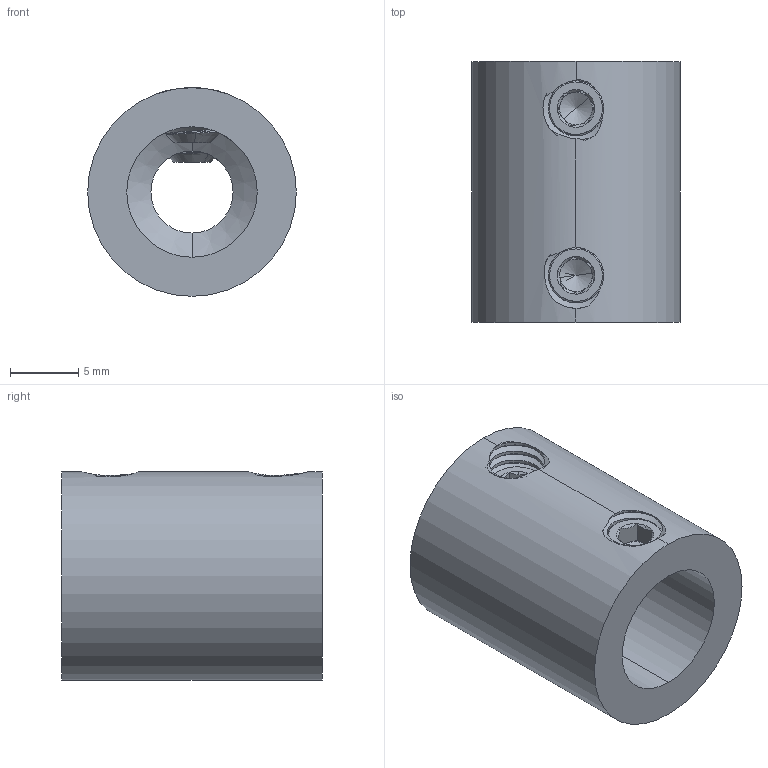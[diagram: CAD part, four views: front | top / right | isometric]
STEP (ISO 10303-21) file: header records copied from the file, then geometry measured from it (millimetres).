
FILE_DESCRIPTION (( 'STEP AP203' ), '1' );
FILE_NAME ('625202 assembly.STEP', '2016-08-26T14:03:35', ( '' ), ( '' ), 'SwSTEP 2.0', 'SolidWorks 2014', '' );
FILE_SCHEMA (( 'CONFIG_CONTROL_DESIGN' ));
Length unit declared in the file: inch
Products named in the file (3): 632134_91375A436; 625202; 625202 assembly
Assembly tree (3 placements, depth 2):
  625202 assembly
    625202
    632134_91375A436  x2
Bounding box: 15.24 x 19.05 x 15.24 mm (x, y, z)
Volume: 2454.8 mm3; surface area: 1977.2 mm2
Topology: 3 solids, 3 shells, 164 faces, 440 edges, 272 vertices
Faces by surface type: cylinder 82, cone 34, plane 28, bspline 20
Entity records: 10825 total; most frequent: CARTESIAN_POINT 7890, ORIENTED_EDGE 696, DIRECTION 391, EDGE_CURVE 348, VERTEX_POINT 223, AXIS2_PLACEMENT_3D 147, EDGE_LOOP 129, ADVANCED_FACE 126
